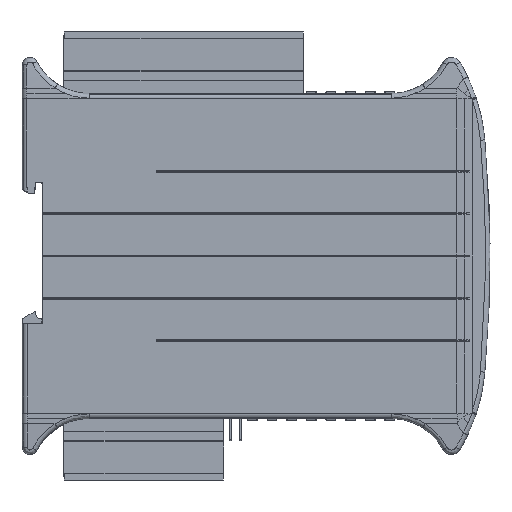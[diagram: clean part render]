
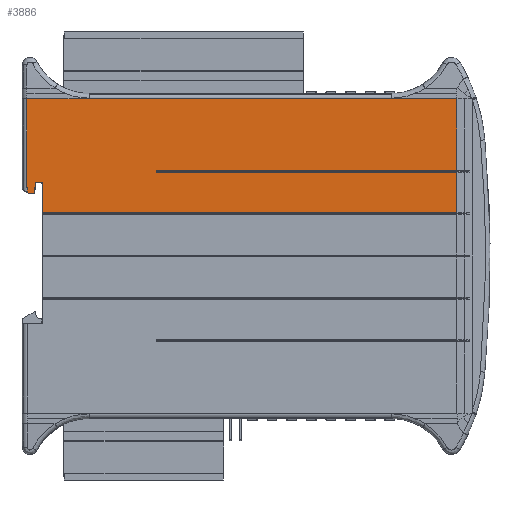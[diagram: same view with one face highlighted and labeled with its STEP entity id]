
A CAD part, front view. The second image highlights one B-rep face of the part: STEP entity #3886.
In plain terms, the highlighted face is planar.
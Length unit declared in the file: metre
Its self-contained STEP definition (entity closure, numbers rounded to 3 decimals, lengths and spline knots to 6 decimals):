
#3886=ADVANCED_FACE('0:8135',(#9851),#9852,.F.);
#9851=FACE_OUTER_BOUND('',#23212,.T.);
#9852=PLANE('',#23213);
#23212=EDGE_LOOP('',(#39369,#39370,#39371,#39372,#39373,#39374,#39375,#39376,#39377,#39378,#39379,#39380,#39381,#39382,#39383));
#23213=AXIS2_PLACEMENT_3D('',#39384,#39385,#39386);
#39369=ORIENTED_EDGE('',*,*,#73757,.T.);
#39370=ORIENTED_EDGE('',*,*,#73484,.T.);
#39371=ORIENTED_EDGE('',*,*,#73483,.T.);
#39372=ORIENTED_EDGE('',*,*,#73482,.F.);
#39373=ORIENTED_EDGE('',*,*,#73913,.T.);
#39374=ORIENTED_EDGE('',*,*,#73916,.F.);
#39375=ORIENTED_EDGE('',*,*,#73807,.T.);
#39376=ORIENTED_EDGE('',*,*,#73805,.F.);
#39377=ORIENTED_EDGE('',*,*,#73802,.F.);
#39378=ORIENTED_EDGE('',*,*,#74017,.F.);
#39379=ORIENTED_EDGE('',*,*,#73704,.F.);
#39380=ORIENTED_EDGE('',*,*,#74018,.F.);
#39381=ORIENTED_EDGE('',*,*,#74019,.F.);
#39382=ORIENTED_EDGE('',*,*,#74020,.F.);
#39383=ORIENTED_EDGE('',*,*,#73708,.F.);
#39384=CARTESIAN_POINT('',(0.016392,-0.031851,0.0));
#39385=DIRECTION('',(0.0,0.0,1.0));
#39386=DIRECTION('',(1.0,0.0,0.0));
#73482=EDGE_CURVE('0:9400',#87661,#87663,#87664,.T.);
#73483=EDGE_CURVE('0:9403',#87665,#87663,#87666,.T.);
#73484=EDGE_CURVE('0:9406',#87667,#87665,#87668,.T.);
#73704=EDGE_CURVE('0:8689',#88087,#88089,#88090,.T.);
#73708=EDGE_CURVE('0:8785',#88095,#88097,#88098,.T.);
#73757=EDGE_CURVE('0:8818',#88095,#87667,#88182,.T.);
#73802=EDGE_CURVE('0:9013',#88248,#88250,#88251,.T.);
#73805=EDGE_CURVE('0:9028',#88250,#88254,#88255,.T.);
#73807=EDGE_CURVE('0:9037',#88257,#88254,#88258,.T.);
#73913=EDGE_CURVE('0:9472',#87661,#88409,#88411,.T.);
#73916=EDGE_CURVE('0:9484',#88257,#88409,#88414,.T.);
#74017=EDGE_CURVE('0:9802',#88089,#88248,#88553,.T.);
#74018=EDGE_CURVE('0:9805',#88554,#88087,#88555,.T.);
#74019=EDGE_CURVE('0:9808',#88556,#88554,#88557,.T.);
#74020=EDGE_CURVE('0:9811',#88097,#88556,#88558,.T.);
#87661=VERTEX_POINT('',#111020);
#87663=VERTEX_POINT('',#111031);
#87664=LINE('',#111032,#111033);
#87665=VERTEX_POINT('',#111034);
#87666=B_SPLINE_CURVE_WITH_KNOTS('',3,(#111035,#111036,#111037,#111038,#111039),.UNSPECIFIED.,.F.,.F.,(4,1,4),(0.0,0.5,1.0),.UNSPECIFIED.);
#87667=VERTEX_POINT('',#111040);
#87668=LINE('',#111041,#111042);
#88087=VERTEX_POINT('',#111765);
#88089=VERTEX_POINT('',#111767);
#88090=LINE('',#111768,#111769);
#88095=VERTEX_POINT('',#111775);
#88097=VERTEX_POINT('',#111777);
#88098=LINE('',#111778,#111779);
#88182=LINE('',#112073,#112074);
#88248=VERTEX_POINT('',#112202);
#88250=VERTEX_POINT('',#112210);
#88251=LINE('',#112211,#112212);
#88254=VERTEX_POINT('',#112225);
#88255=LINE('',#112226,#112227);
#88257=VERTEX_POINT('',#112229);
#88258=LINE('',#112230,#112231);
#88409=VERTEX_POINT('',#112487);
#88411=LINE('',#112489,#112490);
#88414=LINE('',#112493,#112494);
#88553=LINE('',#113030,#113031);
#88554=VERTEX_POINT('',#113032);
#88555=LINE('',#113033,#113034);
#88556=VERTEX_POINT('',#113035);
#88557=LINE('',#113036,#113037);
#88558=LINE('',#113038,#113039);
#111020=CARTESIAN_POINT('',(0.032612,-0.090151,0.0));
#111031=CARTESIAN_POINT('',(0.033874,-0.090151,0.0));
#111032=CARTESIAN_POINT('',(0.032612,-0.090151,0.0));
#111033=VECTOR('',#141580,0.001262);
#111034=CARTESIAN_POINT('',(0.033909,-0.090203,0.000001));
#111035=CARTESIAN_POINT('',(0.033909,-0.090203,0.000001));
#111036=CARTESIAN_POINT('',(0.033903,-0.090195,0.000001));
#111037=CARTESIAN_POINT('',(0.033892,-0.090177,0.));
#111038=CARTESIAN_POINT('',(0.03388,-0.09016,0.0));
#111039=CARTESIAN_POINT('',(0.033874,-0.090151,0.0));
#111040=CARTESIAN_POINT('',(0.056363,-0.090203,0.000001));
#111041=CARTESIAN_POINT('',(0.056363,-0.090203,0.000001));
#111042=VECTOR('',#141581,0.022454);
#111765=CARTESIAN_POINT('',(0.037742,0.019209,0.));
#111767=CARTESIAN_POINT('',(0.027442,0.019209,0.));
#111768=CARTESIAN_POINT('',(0.037742,0.019209,0.));
#111769=VECTOR('',#141973,0.0103);
#111775=CARTESIAN_POINT('',(0.056363,0.019209,0.0));
#111777=CARTESIAN_POINT('',(0.038242,0.019209,0.));
#111778=CARTESIAN_POINT('',(0.056363,0.019209,0.0));
#111779=VECTOR('',#141981,0.018121);
#112073=CARTESIAN_POINT('',(0.056363,0.019209,0.0));
#112074=VECTOR('',#142047,0.109413);
#112202=CARTESIAN_POINT('',(0.027442,-0.086251,0.0));
#112210=CARTESIAN_POINT('',(0.035092,-0.086251,0.0));
#112211=CARTESIAN_POINT('',(0.027442,-0.086251,0.0));
#112212=VECTOR('',#142128,0.00765);
#112225=CARTESIAN_POINT('',(0.035092,-0.087934,0.0));
#112226=CARTESIAN_POINT('',(0.035092,-0.086251,0.0));
#112227=VECTOR('',#142129,0.001683);
#112229=CARTESIAN_POINT('',(0.032392,-0.088434,0.0));
#112230=CARTESIAN_POINT('',(0.032392,-0.088434,0.0));
#112231=VECTOR('',#142133,0.002746);
#112487=CARTESIAN_POINT('',(0.032392,-0.089821,0.0));
#112489=CARTESIAN_POINT('',(0.032612,-0.090151,0.0));
#112490=VECTOR('',#142369,0.000397);
#112493=CARTESIAN_POINT('',(0.032392,-0.088434,0.0));
#112494=VECTOR('',#142376,0.001387);
#113030=CARTESIAN_POINT('',(0.027442,0.019209,0.));
#113031=VECTOR('',#142510,0.105461);
#113032=CARTESIAN_POINT('',(0.037742,-0.057206,0.0));
#113033=CARTESIAN_POINT('',(0.037742,-0.057206,0.0));
#113034=VECTOR('',#142511,0.076415);
#113035=CARTESIAN_POINT('',(0.038242,-0.057206,0.0));
#113036=CARTESIAN_POINT('',(0.038242,-0.057206,0.0));
#113037=VECTOR('',#142512,0.0005);
#113038=CARTESIAN_POINT('',(0.038242,0.019209,0.));
#113039=VECTOR('',#142513,0.076415);
#141580=DIRECTION('',(1.0,0.,0.0));
#141581=DIRECTION('',(-1.0,0.0,0.0));
#141973=DIRECTION('',(-1.,0.0,0.));
#141981=DIRECTION('',(-1.,0.0,0.));
#142047=DIRECTION('',(0.0,-1.,0.));
#142128=DIRECTION('',(1.0,0.0,0.0));
#142129=DIRECTION('',(0.0,-1.0,0.0));
#142133=DIRECTION('',(0.983,0.182,0.0));
#142369=DIRECTION('',(-0.555,0.832,0.0));
#142376=DIRECTION('',(0.,-1.0,0.0));
#142510=DIRECTION('',(0.,-1.0,0.));
#142511=DIRECTION('',(0.,1.,0.));
#142512=DIRECTION('',(-1.0,0.0,0.0));
#142513=DIRECTION('',(0.,-1.0,0.));
